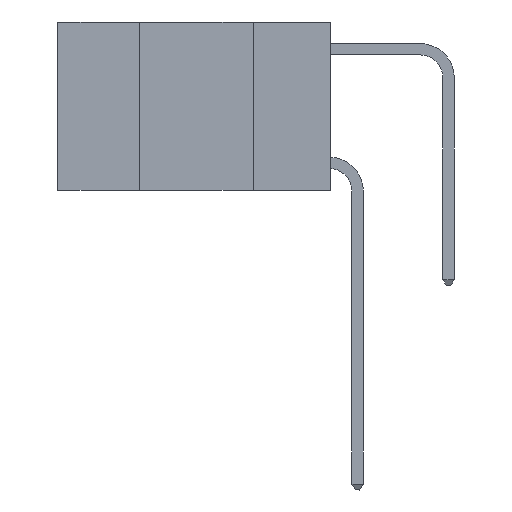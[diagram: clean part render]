
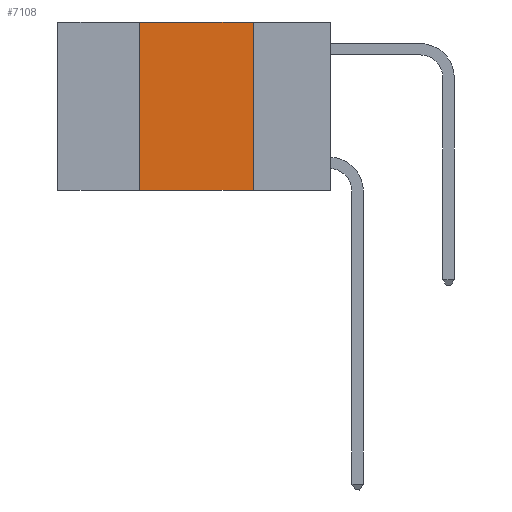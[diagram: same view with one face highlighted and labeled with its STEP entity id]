
A CAD part, left-side view. The second image highlights one B-rep face of the part: STEP entity #7108.
In plain terms, the highlighted planar face has unit normal (-1, 0, 0).
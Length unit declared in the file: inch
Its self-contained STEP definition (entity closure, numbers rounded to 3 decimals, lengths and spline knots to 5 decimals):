
#209 = LINE ( 'NONE', #4349, #13273 ) ;
#314 = ORIENTED_EDGE ( 'NONE', *, *, #8245, .F. ) ;
#472 = DIRECTION ( 'NONE',  ( 0., 0., 1. ) ) ;
#1155 = CARTESIAN_POINT ( 'NONE',  ( 0., 0.17, 0. ) ) ;
#1375 = CARTESIAN_POINT ( 'NONE',  ( 0., 0.6, -0.37 ) ) ;
#2585 = DIRECTION ( 'NONE',  ( 0., 0., -1. ) ) ;
#2635 = DIRECTION ( 'NONE',  ( 0., -1., 0. ) ) ;
#3122 = VERTEX_POINT ( 'NONE', #3269 ) ;
#3269 = CARTESIAN_POINT ( 'NONE',  ( 0., 0.42, 0. ) ) ;
#3284 = AXIS2_PLACEMENT_3D ( 'NONE', #12561, #7543, #2585 ) ;
#4234 = CARTESIAN_POINT ( 'NONE',  ( 0., 0.17, -0.37 ) ) ;
#4349 = CARTESIAN_POINT ( 'NONE',  ( 0., 0.42, 0. ) ) ;
#4986 = CARTESIAN_POINT ( 'NONE',  ( 0., 0.42, -0.37 ) ) ;
#5217 = FACE_OUTER_BOUND ( 'NONE', #6984, .T. ) ;
#5272 = VERTEX_POINT ( 'NONE', #4234 ) ;
#5789 = EDGE_CURVE ( 'NONE', #3122, #12560, #14147, .T. ) ;
#5927 = VECTOR ( 'NONE', #2635, 39.37008 ) ;
#6429 = VECTOR ( 'NONE', #10714, 39.37008 ) ;
#6984 = EDGE_LOOP ( 'NONE', ( #314, #7280, #8595, #14047 ) ) ;
#7108 = ADVANCED_FACE ( 'NONE', ( #5217 ), #8844, .F. ) ;
#7280 = ORIENTED_EDGE ( 'NONE', *, *, #5789, .F. ) ;
#7543 = DIRECTION ( 'NONE',  ( 1., 0., 0. ) ) ;
#8245 = EDGE_CURVE ( 'NONE', #12560, #5272, #12055, .T. ) ;
#8304 = VECTOR ( 'NONE', #11224, 39.37008 ) ;
#8339 = VERTEX_POINT ( 'NONE', #4986 ) ;
#8526 = CARTESIAN_POINT ( 'NONE',  ( 0., 0.17, 0. ) ) ;
#8595 = ORIENTED_EDGE ( 'NONE', *, *, #13051, .F. ) ;
#8844 = PLANE ( 'NONE',  #3284 ) ;
#9684 = EDGE_CURVE ( 'NONE', #8339, #5272, #11261, .T. ) ;
#10714 = DIRECTION ( 'NONE',  ( 0., -1., 0. ) ) ;
#11224 = DIRECTION ( 'NONE',  ( 0., 0., -1. ) ) ;
#11261 = LINE ( 'NONE', #1375, #5927 ) ;
#11861 = CARTESIAN_POINT ( 'NONE',  ( 0., 0.6, 0. ) ) ;
#12055 = LINE ( 'NONE', #1155, #8304 ) ;
#12560 = VERTEX_POINT ( 'NONE', #8526 ) ;
#12561 = CARTESIAN_POINT ( 'NONE',  ( 0., 0.6, 0. ) ) ;
#13051 = EDGE_CURVE ( 'NONE', #8339, #3122, #209, .T. ) ;
#13273 = VECTOR ( 'NONE', #472, 39.37008 ) ;
#14047 = ORIENTED_EDGE ( 'NONE', *, *, #9684, .T. ) ;
#14147 = LINE ( 'NONE', #11861, #6429 ) ;
